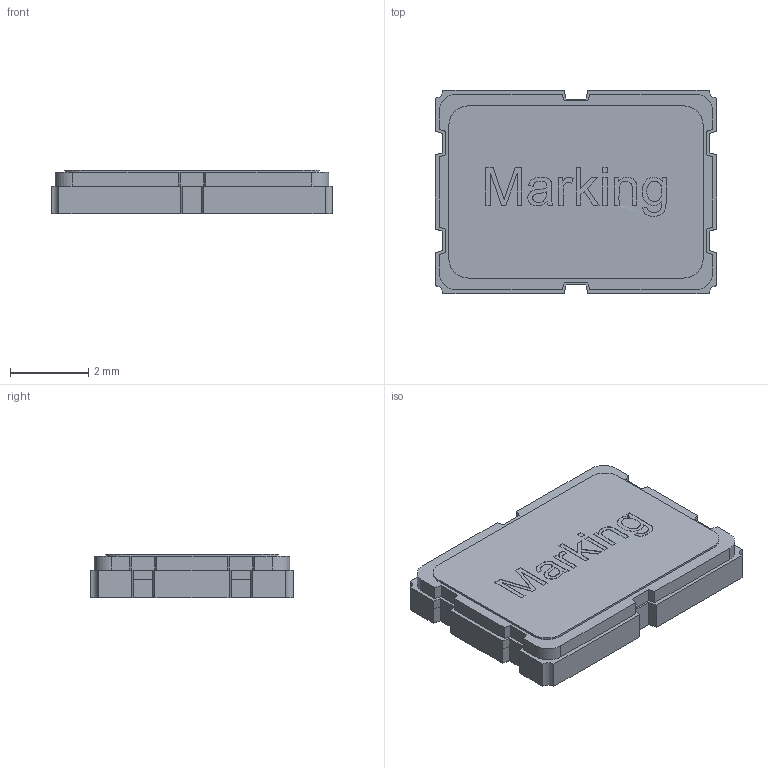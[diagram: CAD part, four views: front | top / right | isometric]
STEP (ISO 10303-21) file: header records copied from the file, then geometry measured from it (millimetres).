
FILE_DESCRIPTION (( 'STEP AP214' ), '1' );
FILE_NAME ('830059082.STEP', '2025-02-24T10:55:34', ( '' ), ( '' ), 'SwSTEP 2.0', 'SolidWorks 2024', '' );
FILE_SCHEMA (( 'AUTOMOTIVE_DESIGN' ));
Length unit declared in the file: millimetre
Products named in the file (4): Cover; 830059082; Pins; Body
Assembly tree (3 placements, depth 2):
  830059082
    Body
    Pins
    Cover
Bounding box: 7.2 x 5.2 x 1.1 mm (x, y, z)
Volume: 39 mm3; surface area: 195 mm2
Topology: 6 solids, 6 shells, 256 faces, 695 edges, 462 vertices
Faces by surface type: plane 227, bspline 17, cylinder 12
Entity records: 11285 total; most frequent: CARTESIAN_POINT 1952, ORIENTED_EDGE 1390, DIRECTION 1173, EDGE_CURVE 695, LINE 635, VECTOR 635, VERTEX_POINT 462, AXIS2_PLACEMENT_3D 269
